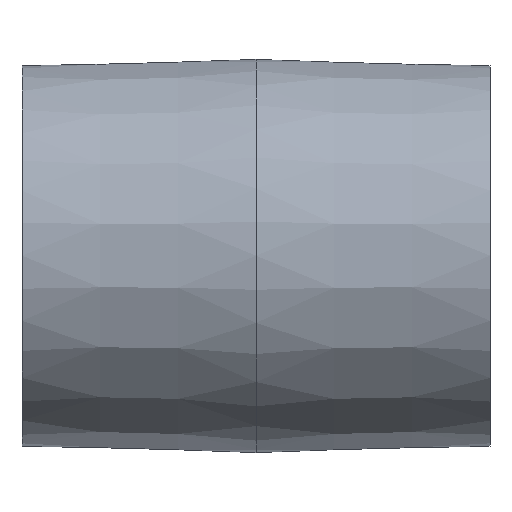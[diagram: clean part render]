
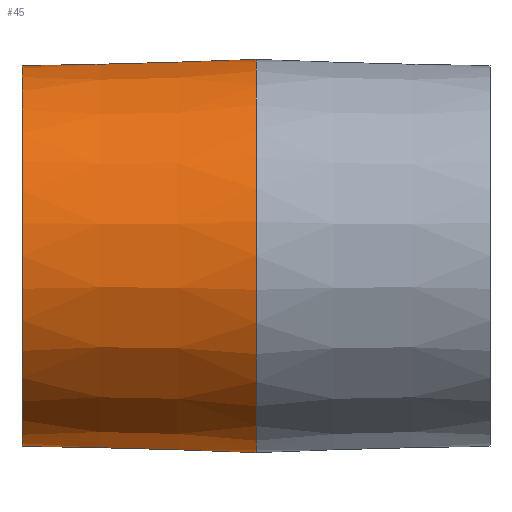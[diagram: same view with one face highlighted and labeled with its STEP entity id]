
A CAD part, top view. The second image highlights one B-rep face of the part: STEP entity #45.
In plain terms, the highlighted conical face has half-angle 1.538 degrees and reference radius 14.7 mm.
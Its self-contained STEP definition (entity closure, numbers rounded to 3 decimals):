
#45 = ADVANCED_FACE( '', ( #92, #93 ), #94, .T. );
#92 = FACE_BOUND( '', #135, .T. );
#93 = FACE_OUTER_BOUND( '', #136, .T. );
#94 = CONICAL_SURFACE( '', #137, 14.7, 0.027 );
#135 = EDGE_LOOP( '', ( #184 ) );
#136 = EDGE_LOOP( '', ( #185 ) );
#137 = AXIS2_PLACEMENT_3D( '', #186, #187, #188 );
#184 = ORIENTED_EDGE( '', *, *, #209, .T. );
#185 = ORIENTED_EDGE( '', *, *, #215, .F. );
#186 = CARTESIAN_POINT( '', ( -1.5, 0., 0. ) );
#187 = DIRECTION( '', ( 1., 0., 0. ) );
#188 = DIRECTION( '', ( 0., 0., -1. ) );
#209 = EDGE_CURVE( '', #232, #232, #233, .T. );
#215 = EDGE_CURVE( '', #241, #241, #242, .T. );
#232 = VERTEX_POINT( '', #259 );
#233 = CIRCLE( '', #260, 14.23 );
#241 = VERTEX_POINT( '', #268 );
#242 = CIRCLE( '', #269, 14.7 );
#259 = CARTESIAN_POINT( '', ( -19., 0., -14.23 ) );
#260 = AXIS2_PLACEMENT_3D( '', #288, #289, #290 );
#268 = CARTESIAN_POINT( '', ( -1.5, 0., -14.7 ) );
#269 = AXIS2_PLACEMENT_3D( '', #297, #298, #299 );
#288 = CARTESIAN_POINT( '', ( -19., 0., 0. ) );
#289 = DIRECTION( '', ( 1., 0., 0. ) );
#290 = DIRECTION( '', ( 0., 0., -1. ) );
#297 = CARTESIAN_POINT( '', ( -1.5, 0., 0. ) );
#298 = DIRECTION( '', ( 1., 0., 0. ) );
#299 = DIRECTION( '', ( 0., 0., -1. ) );
